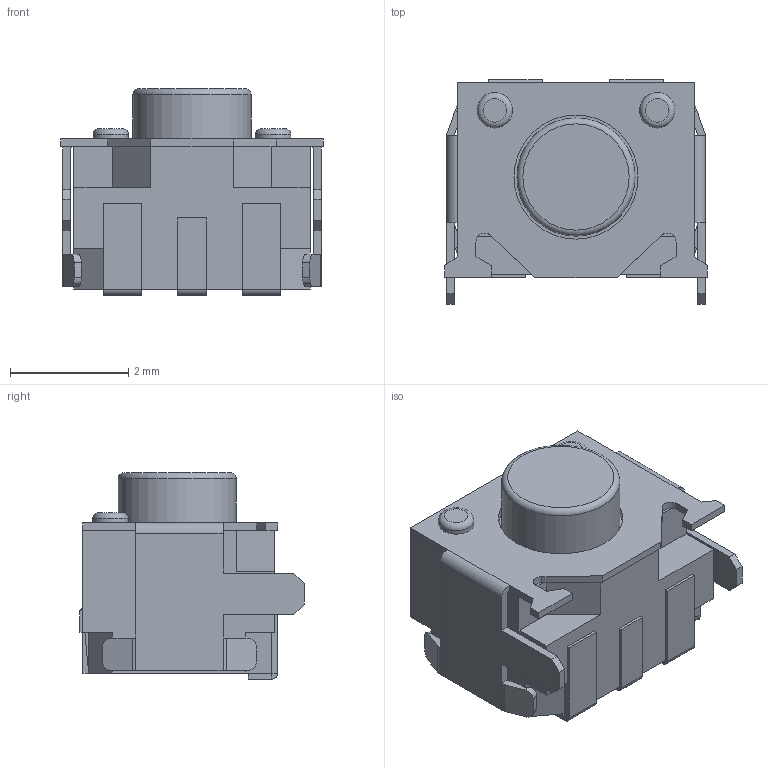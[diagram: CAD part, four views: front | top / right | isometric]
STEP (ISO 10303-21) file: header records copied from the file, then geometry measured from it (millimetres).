
FILE_DESCRIPTION (( 'STEP AP214' ), '1' );
FILE_NAME ('436333033816.STEP', '2022-04-11T02:09:51', ( '' ), ( '' ), 'SwSTEP 2.0', 'SolidWorks 2017', '' );
FILE_SCHEMA (( 'AUTOMOTIVE_DESIGN' ));
Length unit declared in the file: millimetre
Products named in the file (1): 436333033816
Bounding box: 4.45 x 3.8 x 3.5 mm (x, y, z)
Volume: 36 mm3; surface area: 121 mm2
Topology: 7 solids, 7 shells, 195 faces, 490 edges, 312 vertices
Faces by surface type: plane 159, cylinder 33, torus 3
Full cylindrical faces by diameter (mm): 0.6 x4, 2 x1, 2.1 x1
Entity records: 5767 total; most frequent: CARTESIAN_POINT 987, ORIENTED_EDGE 960, DIRECTION 941, EDGE_CURVE 480, VECTOR 411, LINE 411, VERTEX_POINT 311, AXIS2_PLACEMENT_3D 265
